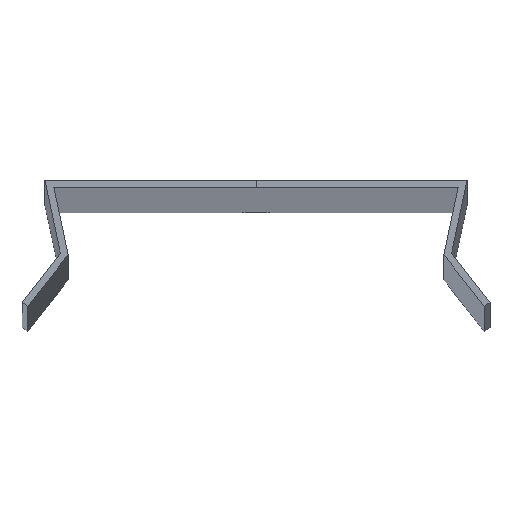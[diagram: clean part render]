
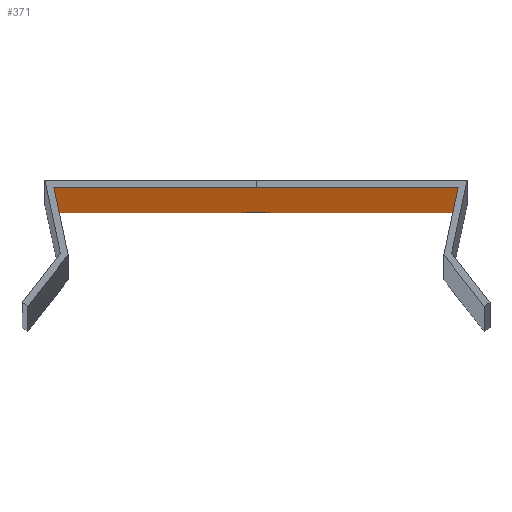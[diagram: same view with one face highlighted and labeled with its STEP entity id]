
A CAD part, top view. The second image highlights one B-rep face of the part: STEP entity #371.
In plain terms, the highlighted planar face has unit normal (0, -1, 0).
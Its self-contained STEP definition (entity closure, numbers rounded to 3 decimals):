
#7 = VERTEX_POINT ( 'NONE', #189 ) ;
#9 = LINE ( 'NONE', #520, #76 ) ;
#27 = CARTESIAN_POINT ( 'NONE',  ( 42.148, -1.5, 1500. ) ) ;
#51 = DIRECTION ( 'NONE',  ( 1., 0., 0. ) ) ;
#62 = DIRECTION ( 'NONE',  ( 1., 0., 0. ) ) ;
#65 = CARTESIAN_POINT ( 'NONE',  ( -42.148, -1.5, 1500. ) ) ;
#76 = VECTOR ( 'NONE', #62, 1000. ) ;
#81 = CIRCLE ( 'NONE', #200, 2.75 ) ;
#97 = DIRECTION ( 'NONE',  ( 0., 0., 1. ) ) ;
#106 = FACE_BOUND ( 'NONE', #605, .T. ) ;
#108 = EDGE_LOOP ( 'NONE', ( #609, #312, #409, #115 ) ) ;
#115 = ORIENTED_EDGE ( 'NONE', *, *, #569, .T. ) ;
#122 = CIRCLE ( 'NONE', #586, 2.75 ) ;
#128 = VERTEX_POINT ( 'NONE', #585 ) ;
#136 = PLANE ( 'NONE',  #309 ) ;
#178 = CARTESIAN_POINT ( 'NONE',  ( -42.148, -1.5, 1500. ) ) ;
#180 = ORIENTED_EDGE ( 'NONE', *, *, #571, .F. ) ;
#189 = CARTESIAN_POINT ( 'NONE',  ( 42.148, -1.5, -1500. ) ) ;
#200 = AXIS2_PLACEMENT_3D ( 'NONE', #410, #469, #607 ) ;
#201 = CIRCLE ( 'NONE', #526, 2.75 ) ;
#209 = VERTEX_POINT ( 'NONE', #397 ) ;
#228 = VERTEX_POINT ( 'NONE', #588 ) ;
#229 = CARTESIAN_POINT ( 'NONE',  ( 44., -1.5, -1500. ) ) ;
#237 = VECTOR ( 'NONE', #51, 1000. ) ;
#242 = DIRECTION ( 'NONE',  ( 0., -1., 0. ) ) ;
#245 = EDGE_CURVE ( 'NONE', #128, #7, #449, .T. ) ;
#283 = EDGE_CURVE ( 'NONE', #228, #209, #81, .T. ) ;
#285 = DIRECTION ( 'NONE',  ( 0., 0., 1. ) ) ;
#295 = FACE_OUTER_BOUND ( 'NONE', #108, .T. ) ;
#297 = DIRECTION ( 'NONE',  ( 0., -1., 0. ) ) ;
#309 = AXIS2_PLACEMENT_3D ( 'NONE', #523, #530, #285 ) ;
#312 = ORIENTED_EDGE ( 'NONE', *, *, #245, .F. ) ;
#325 = DIRECTION ( 'NONE',  ( 0., -1., 0. ) ) ;
#326 = CIRCLE ( 'NONE', #606, 2.75 ) ;
#327 = VERTEX_POINT ( 'NONE', #421 ) ;
#371 = ADVANCED_FACE ( 'NONE', ( #373, #106, #295 ), #136, .F. ) ;
#373 = FACE_BOUND ( 'NONE', #442, .T. ) ;
#380 = EDGE_CURVE ( 'NONE', #591, #128, #9, .T. ) ;
#381 = CARTESIAN_POINT ( 'NONE',  ( 0., -1.5, -1486. ) ) ;
#384 = LINE ( 'NONE', #229, #237 ) ;
#397 = CARTESIAN_POINT ( 'NONE',  ( 0., -1.5, 1488.75 ) ) ;
#400 = EDGE_CURVE ( 'NONE', #507, #327, #201, .T. ) ;
#402 = DIRECTION ( 'NONE',  ( 0., 0., -1. ) ) ;
#403 = EDGE_CURVE ( 'NONE', #414, #7, #384, .T. ) ;
#409 = ORIENTED_EDGE ( 'NONE', *, *, #380, .F. ) ;
#410 = CARTESIAN_POINT ( 'NONE',  ( 0., -1.5, 1486. ) ) ;
#414 = VERTEX_POINT ( 'NONE', #424 ) ;
#421 = CARTESIAN_POINT ( 'NONE',  ( 0., -1.5, -1488.75 ) ) ;
#424 = CARTESIAN_POINT ( 'NONE',  ( -42.148, -1.5, -1500. ) ) ;
#434 = DIRECTION ( 'NONE',  ( 0., 0., -1. ) ) ;
#435 = CARTESIAN_POINT ( 'NONE',  ( 0., -1.5, -1483.25 ) ) ;
#442 = EDGE_LOOP ( 'NONE', ( #496, #180 ) ) ;
#443 = DIRECTION ( 'NONE',  ( 0., 0., 1. ) ) ;
#446 = EDGE_CURVE ( 'NONE', #209, #228, #326, .T. ) ;
#449 = LINE ( 'NONE', #27, #491 ) ;
#469 = DIRECTION ( 'NONE',  ( 0., -1., 0. ) ) ;
#477 = CARTESIAN_POINT ( 'NONE',  ( 0., -1.5, 1486. ) ) ;
#479 = LINE ( 'NONE', #65, #501 ) ;
#487 = CARTESIAN_POINT ( 'NONE',  ( 0., -1.5, -1486. ) ) ;
#491 = VECTOR ( 'NONE', #402, 1000. ) ;
#496 = ORIENTED_EDGE ( 'NONE', *, *, #400, .F. ) ;
#501 = VECTOR ( 'NONE', #434, 1000. ) ;
#507 = VERTEX_POINT ( 'NONE', #435 ) ;
#520 = CARTESIAN_POINT ( 'NONE',  ( 44., -1.5, 1500. ) ) ;
#523 = CARTESIAN_POINT ( 'NONE',  ( 44., -1.5, 1500. ) ) ;
#526 = AXIS2_PLACEMENT_3D ( 'NONE', #381, #325, #565 ) ;
#530 = DIRECTION ( 'NONE',  ( 0., 1., 0. ) ) ;
#547 = ORIENTED_EDGE ( 'NONE', *, *, #446, .F. ) ;
#565 = DIRECTION ( 'NONE',  ( 0., 0., 1. ) ) ;
#569 = EDGE_CURVE ( 'NONE', #591, #414, #479, .T. ) ;
#571 = EDGE_CURVE ( 'NONE', #327, #507, #122, .T. ) ;
#585 = CARTESIAN_POINT ( 'NONE',  ( 42.148, -1.5, 1500. ) ) ;
#586 = AXIS2_PLACEMENT_3D ( 'NONE', #487, #242, #443 ) ;
#588 = CARTESIAN_POINT ( 'NONE',  ( 0., -1.5, 1483.25 ) ) ;
#589 = ORIENTED_EDGE ( 'NONE', *, *, #283, .F. ) ;
#591 = VERTEX_POINT ( 'NONE', #178 ) ;
#605 = EDGE_LOOP ( 'NONE', ( #547, #589 ) ) ;
#606 = AXIS2_PLACEMENT_3D ( 'NONE', #477, #297, #97 ) ;
#607 = DIRECTION ( 'NONE',  ( 0., 0., 1. ) ) ;
#609 = ORIENTED_EDGE ( 'NONE', *, *, #403, .T. ) ;
